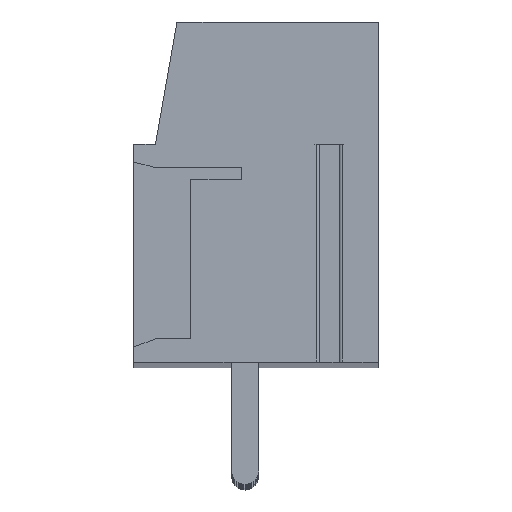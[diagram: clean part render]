
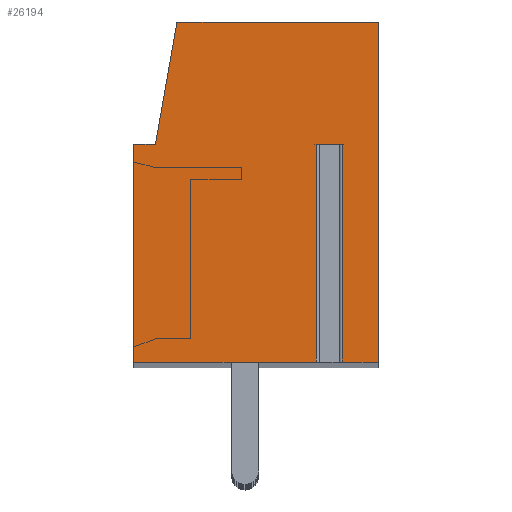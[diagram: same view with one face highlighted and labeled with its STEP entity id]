
A CAD part, top view. The second image highlights one B-rep face of the part: STEP entity #26194.
In plain terms, the highlighted planar face has unit normal (0, 0, 1).
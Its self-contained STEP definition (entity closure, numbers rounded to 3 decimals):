
#549=DIRECTION('',(-1.,0.,0.));
#550=VECTOR('',#549,0.958);
#551=CARTESIAN_POINT('',(3.179,1.75,117.5));
#552=LINE('',#551,#550);
#553=DIRECTION('',(0.,-1.,0.));
#554=VECTOR('',#553,8.);
#555=CARTESIAN_POINT('',(2.221,1.75,117.5));
#556=LINE('',#555,#554);
#557=DIRECTION('',(1.,0.,0.));
#558=VECTOR('',#557,6.721);
#559=CARTESIAN_POINT('',(-4.5,-6.25,117.5));
#560=LINE('',#559,#558);
#561=DIRECTION('',(0.,-1.,0.));
#562=VECTOR('',#561,8.);
#563=CARTESIAN_POINT('',(-4.5,1.75,117.5));
#564=LINE('',#563,#562);
#565=DIRECTION('',(-1.,0.,0.));
#566=VECTOR('',#565,0.8);
#567=CARTESIAN_POINT('',(-3.7,1.75,117.5));
#568=LINE('',#567,#566);
#569=DIRECTION('',(-0.174,-0.985,0.));
#570=VECTOR('',#569,4.569);
#571=CARTESIAN_POINT('',(-2.907,6.25,117.5));
#572=LINE('',#571,#570);
#573=DIRECTION('',(-1.,0.,0.));
#574=VECTOR('',#573,7.407);
#575=CARTESIAN_POINT('',(4.5,6.25,117.5));
#576=LINE('',#575,#574);
#577=DIRECTION('',(0.,1.,0.));
#578=VECTOR('',#577,12.5);
#579=CARTESIAN_POINT('',(4.5,-6.25,117.5));
#580=LINE('',#579,#578);
#581=DIRECTION('',(1.,0.,0.));
#582=VECTOR('',#581,1.321);
#583=CARTESIAN_POINT('',(3.179,-6.25,117.5));
#584=LINE('',#583,#582);
#585=DIRECTION('',(0.,-1.,0.));
#586=VECTOR('',#585,8.);
#587=CARTESIAN_POINT('',(3.179,1.75,117.5));
#588=LINE('',#587,#586);
#20081=CARTESIAN_POINT('',(4.5,-6.25,117.5));
#20082=CARTESIAN_POINT('',(4.5,6.25,117.5));
#20083=VERTEX_POINT('',#20081);
#20084=VERTEX_POINT('',#20082);
#20085=CARTESIAN_POINT('',(-2.907,6.25,117.5));
#20086=VERTEX_POINT('',#20085);
#20087=CARTESIAN_POINT('',(-3.7,1.75,117.5));
#20088=VERTEX_POINT('',#20087);
#20089=CARTESIAN_POINT('',(-4.5,1.75,117.5));
#20090=VERTEX_POINT('',#20089);
#20091=CARTESIAN_POINT('',(-4.5,-6.25,117.5));
#20092=VERTEX_POINT('',#20091);
#20137=CARTESIAN_POINT('',(3.179,1.75,117.5));
#20138=CARTESIAN_POINT('',(2.221,1.75,117.5));
#20139=VERTEX_POINT('',#20137);
#20140=VERTEX_POINT('',#20138);
#20141=CARTESIAN_POINT('',(3.179,-6.25,117.5));
#20142=VERTEX_POINT('',#20141);
#20143=CARTESIAN_POINT('',(2.221,-6.25,117.5));
#20144=VERTEX_POINT('',#20143);
#26170=CARTESIAN_POINT('',(0.,0.,117.5));
#26171=DIRECTION('',(0.,0.,1.));
#26172=DIRECTION('',(1.,0.,0.));
#26173=AXIS2_PLACEMENT_3D('',#26170,#26171,#26172);
#26174=PLANE('',#26173);
#26176=ORIENTED_EDGE('',*,*,#26175,.T.);
#26177=ORIENTED_EDGE('',*,*,#26161,.T.);
#26178=ORIENTED_EDGE('',*,*,#25862,.F.);
#26180=ORIENTED_EDGE('',*,*,#26179,.F.);
#26182=ORIENTED_EDGE('',*,*,#26181,.F.);
#26184=ORIENTED_EDGE('',*,*,#26183,.F.);
#26186=ORIENTED_EDGE('',*,*,#26185,.F.);
#26188=ORIENTED_EDGE('',*,*,#26187,.F.);
#26189=ORIENTED_EDGE('',*,*,#25841,.F.);
#26191=ORIENTED_EDGE('',*,*,#26190,.F.);
#26192=EDGE_LOOP('',(#26176,#26177,#26178,#26180,#26182,#26184,#26186,#26188,
#26189,#26191));
#26193=FACE_OUTER_BOUND('',#26192,.F.);
#25841=EDGE_CURVE('',#20142,#20083,#584,.T.);
#25862=EDGE_CURVE('',#20092,#20144,#560,.T.);
#26161=EDGE_CURVE('',#20140,#20144,#556,.T.);
#26175=EDGE_CURVE('',#20139,#20140,#552,.T.);
#26179=EDGE_CURVE('',#20090,#20092,#564,.T.);
#26181=EDGE_CURVE('',#20088,#20090,#568,.T.);
#26183=EDGE_CURVE('',#20086,#20088,#572,.T.);
#26185=EDGE_CURVE('',#20084,#20086,#576,.T.);
#26187=EDGE_CURVE('',#20083,#20084,#580,.T.);
#26190=EDGE_CURVE('',#20139,#20142,#588,.T.);
#26194=ADVANCED_FACE('',(#26193),#26174,.T.);
